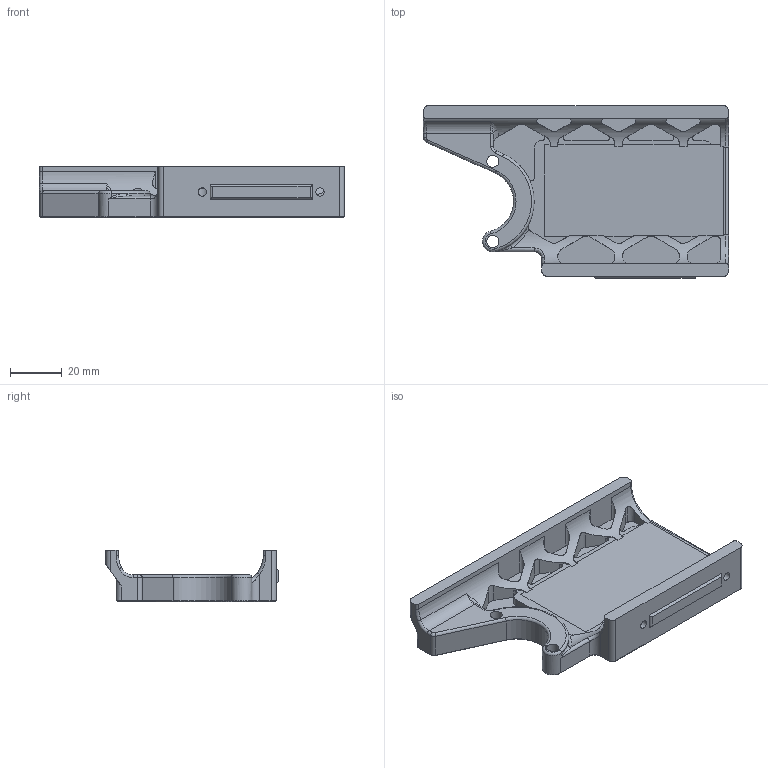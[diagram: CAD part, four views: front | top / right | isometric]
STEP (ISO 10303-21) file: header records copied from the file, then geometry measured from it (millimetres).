
FILE_DESCRIPTION(/* description */ (''),/* implementation_level */ '2;1');
FILE_NAME(/* name */ 'power_inlet_filtered_mod.step',/* time_stamp */ '2022-11-29T00:03:59+09:00',/* author */ (''),/* organization */ (''),/* preprocessor_version */ 'ST-DEVELOPER v19.2',/* originating_system */ 'Autodesk Translation Framework v11.17.0.187',/* authorisation */ '');
FILE_SCHEMA (('AUTOMOTIVE_DESIGN { 1 0 10303 214 3 1 1 }'));
Length unit declared in the file: millimetre
Products named in the file (1): power_inlet_filtered_mod
Bounding box: 118 x 66.8 x 20 mm (x, y, z)
Volume: 53411.1 mm3; surface area: 21191 mm2
Topology: 1 solids, 1 shells, 215 faces, 597 edges, 388 vertices
Faces by surface type: plane 101, cylinder 83, torus 14, cone 10, bspline 7
Full cylindrical faces by diameter (mm): 3.2 x2, 4.7 x3, 6 x2
Entity records: 7507 total; most frequent: CARTESIAN_POINT 1888, ORIENTED_EDGE 1190, DIRECTION 1175, EDGE_CURVE 595, AXIS2_PLACEMENT_3D 428, VERTEX_POINT 388, LINE 319, VECTOR 319
